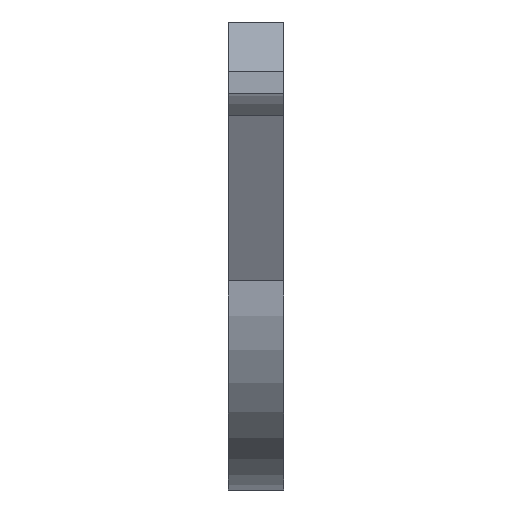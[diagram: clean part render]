
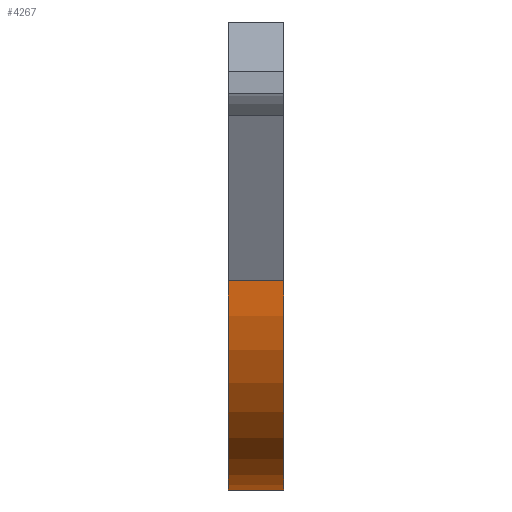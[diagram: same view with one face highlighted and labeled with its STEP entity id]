
A CAD part, left-side view. The second image highlights one B-rep face of the part: STEP entity #4267.
In plain terms, the highlighted cylindrical face has radius 18.987 mm (diameter 37.974 mm), a partial arc.
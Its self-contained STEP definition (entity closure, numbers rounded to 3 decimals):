
#17=CYLINDRICAL_SURFACE('',#4496,18.987);
#128=FACE_OUTER_BOUND('',#339,.T.);
#339=EDGE_LOOP('',(#3549,#3550,#3551,#3552));
#440=CIRCLE('',#4383,18.987);
#445=CIRCLE('',#4494,18.987);
#961=LINE('',#6688,#1576);
#962=LINE('',#6690,#1577);
#1576=VECTOR('',#5342,10.);
#1577=VECTOR('',#5345,10.);
#1877=VERTEX_POINT('',#6047);
#1878=VERTEX_POINT('',#6049);
#1990=VERTEX_POINT('',#6485);
#1991=VERTEX_POINT('',#6487);
#2291=EDGE_CURVE('',#1878,#1877,#440,.T.);
#2510=EDGE_CURVE('',#1990,#1991,#445,.T.);
#2611=EDGE_CURVE('',#1878,#1990,#961,.T.);
#2612=EDGE_CURVE('',#1877,#1991,#962,.T.);
#3549=ORIENTED_EDGE('',*,*,#2291,.T.);
#3550=ORIENTED_EDGE('',*,*,#2612,.T.);
#3551=ORIENTED_EDGE('',*,*,#2510,.F.);
#3552=ORIENTED_EDGE('',*,*,#2611,.F.);
#4267=ADVANCED_FACE('',(#128),#17,.T.);
#4383=AXIS2_PLACEMENT_3D('',#6050,#4802,#4803);
#4494=AXIS2_PLACEMENT_3D('',#6488,#5238,#5239);
#4496=AXIS2_PLACEMENT_3D('',#6689,#5343,#5344);
#4802=DIRECTION('center_axis',(0.,-1.,0.));
#4803=DIRECTION('ref_axis',(-1.,0.,0.));
#5238=DIRECTION('center_axis',(0.,-1.,0.));
#5239=DIRECTION('ref_axis',(-1.,0.,0.));
#5342=DIRECTION('',(0.,-1.,0.));
#5343=DIRECTION('center_axis',(0.,-1.,0.));
#5344=DIRECTION('ref_axis',(0.715,0.,-0.699));
#5345=DIRECTION('',(0.,-1.,0.));
#6047=CARTESIAN_POINT('',(312.357,-9.,4.));
#6049=CARTESIAN_POINT('',(293.799,-9.,-14.982));
#6050=CARTESIAN_POINT('Origin',(312.786,-9.,-14.982));
#6485=CARTESIAN_POINT('',(293.799,-14.,-14.982));
#6487=CARTESIAN_POINT('',(312.357,-14.,4.));
#6488=CARTESIAN_POINT('Origin',(312.786,-14.,-14.982));
#6688=CARTESIAN_POINT('',(293.799,-4.,-14.982));
#6689=CARTESIAN_POINT('Origin',(312.786,-4.,-14.982));
#6690=CARTESIAN_POINT('',(312.357,-4.,4.));
